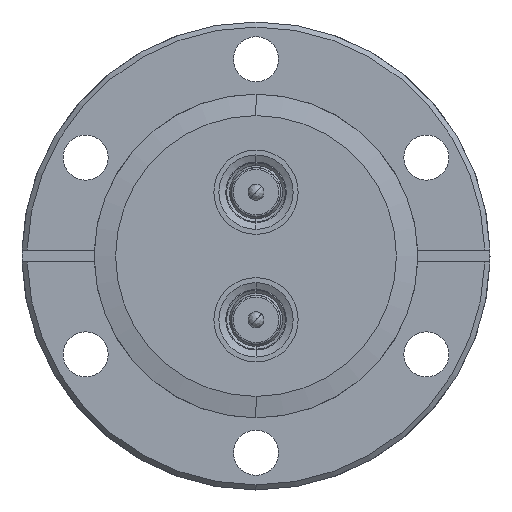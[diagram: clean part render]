
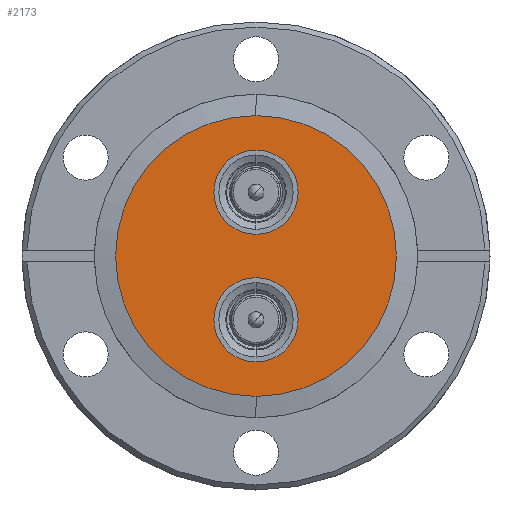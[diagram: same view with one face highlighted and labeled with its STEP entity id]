
A CAD part, front view. The second image highlights one B-rep face of the part: STEP entity #2173.
In plain terms, the highlighted planar face has unit normal (0, -1, 0).
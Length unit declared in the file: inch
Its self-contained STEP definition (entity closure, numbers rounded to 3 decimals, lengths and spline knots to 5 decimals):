
#163 = CIRCLE ( 'NONE', #4636, 0.825 ) ;
#282 = CIRCLE ( 'NONE', #4609, 0.2475 ) ;
#774 = CARTESIAN_POINT ( 'NONE',  ( 0., 0.72412, 0.1275 ) ) ;
#907 = EDGE_LOOP ( 'NONE', ( #3711, #3719 ) ) ;
#910 = EDGE_LOOP ( 'NONE', ( #3657, #3709 ) ) ;
#912 = EDGE_LOOP ( 'NONE', ( #3686, #3669 ) ) ;
#1160 = VERTEX_POINT ( 'NONE', #774 ) ;
#1230 = CARTESIAN_POINT ( 'NONE',  ( 0., 0.72412, 0.375 ) ) ;
#1231 = DIRECTION ( 'NONE',  ( 0., -1., 0. ) ) ;
#1232 = DIRECTION ( 'NONE',  ( 0., 0., -1. ) ) ;
#1578 = AXIS2_PLACEMENT_3D ( 'NONE', #1230, #1231, #1232 ) ;
#1598 = AXIS2_PLACEMENT_3D ( 'NONE', #3217, #3214, #3221 ) ;
#1751 = FACE_OUTER_BOUND ( 'NONE', #912, .T. ) ;
#1752 = FACE_BOUND ( 'NONE', #910, .T. ) ;
#1755 = FACE_BOUND ( 'NONE', #907, .T. ) ;
#1837 = CIRCLE ( 'NONE', #1578, 0.2475 ) ;
#1994 = CARTESIAN_POINT ( 'NONE',  ( 0., 0.72412, 0. ) ) ;
#1995 = DIRECTION ( 'NONE',  ( 0., -1., 0. ) ) ;
#1996 = DIRECTION ( 'NONE',  ( 0., 0., 1. ) ) ;
#2002 = CARTESIAN_POINT ( 'NONE',  ( 0., 0.72412, -0.375 ) ) ;
#2003 = DIRECTION ( 'NONE',  ( 0., -1., 0. ) ) ;
#2004 = DIRECTION ( 'NONE',  ( 0., 0., -1. ) ) ;
#2173 = ADVANCED_FACE ( 'NONE', ( #1752, #1755, #1751 ), #3219, .T. ) ;
#2305 = EDGE_CURVE ( 'NONE', #7285, #1160, #1837, .T. ) ;
#2483 = CARTESIAN_POINT ( 'NONE',  ( 0., 0.72412, -0.375 ) ) ;
#2484 = DIRECTION ( 'NONE',  ( 0., -1., 0. ) ) ;
#2485 = DIRECTION ( 'NONE',  ( 0., 0., -1. ) ) ;
#2707 = EDGE_CURVE ( 'NONE', #3964, #3955, #163, .T. ) ;
#2803 = EDGE_CURVE ( 'NONE', #7267, #7207, #282, .T. ) ;
#2906 = AXIS2_PLACEMENT_3D ( 'NONE', #2002, #2003, #2004 ) ;
#2915 = AXIS2_PLACEMENT_3D ( 'NONE', #1994, #1995, #1996 ) ;
#3214 = DIRECTION ( 'NONE',  ( 0., -1., 0. ) ) ;
#3217 = CARTESIAN_POINT ( 'NONE',  ( 0.825, 0.72412, 0. ) ) ;
#3219 = PLANE ( 'NONE',  #1598 ) ;
#3221 = DIRECTION ( 'NONE',  ( 0., 0., 1. ) ) ;
#3657 = ORIENTED_EDGE ( 'NONE', *, *, #4753, .F. ) ;
#3669 = ORIENTED_EDGE ( 'NONE', *, *, #2707, .T. ) ;
#3686 = ORIENTED_EDGE ( 'NONE', *, *, #4750, .T. ) ;
#3709 = ORIENTED_EDGE ( 'NONE', *, *, #2803, .F. ) ;
#3711 = ORIENTED_EDGE ( 'NONE', *, *, #4682, .F. ) ;
#3719 = ORIENTED_EDGE ( 'NONE', *, *, #2305, .F. ) ;
#3955 = VERTEX_POINT ( 'NONE', #4219 ) ;
#3964 = VERTEX_POINT ( 'NONE', #4228 ) ;
#4219 = CARTESIAN_POINT ( 'NONE',  ( 0., 0.72412, 0.825 ) ) ;
#4228 = CARTESIAN_POINT ( 'NONE',  ( 0., 0.72412, -0.825 ) ) ;
#4258 = CARTESIAN_POINT ( 'NONE',  ( 0., 0.72412, 0.375 ) ) ;
#4259 = DIRECTION ( 'NONE',  ( 0., -1., 0. ) ) ;
#4260 = DIRECTION ( 'NONE',  ( 0., 0., -1. ) ) ;
#4581 = AXIS2_PLACEMENT_3D ( 'NONE', #4258, #4259, #4260 ) ;
#4609 = AXIS2_PLACEMENT_3D ( 'NONE', #2483, #2484, #2485 ) ;
#4636 = AXIS2_PLACEMENT_3D ( 'NONE', #6197, #6198, #6199 ) ;
#4682 = EDGE_CURVE ( 'NONE', #1160, #7285, #4971, .T. ) ;
#4750 = EDGE_CURVE ( 'NONE', #3955, #3964, #5055, .T. ) ;
#4753 = EDGE_CURVE ( 'NONE', #7207, #7267, #5060, .T. ) ;
#4971 = CIRCLE ( 'NONE', #4581, 0.2475 ) ;
#5055 = CIRCLE ( 'NONE', #2915, 0.825 ) ;
#5060 = CIRCLE ( 'NONE', #2906, 0.2475 ) ;
#5753 = CARTESIAN_POINT ( 'NONE',  ( 0., 0.72412, -0.1275 ) ) ;
#5813 = CARTESIAN_POINT ( 'NONE',  ( 0., 0.72412, -0.6225 ) ) ;
#5831 = CARTESIAN_POINT ( 'NONE',  ( 0., 0.72412, 0.6225 ) ) ;
#6197 = CARTESIAN_POINT ( 'NONE',  ( 0., 0.72412, 0. ) ) ;
#6198 = DIRECTION ( 'NONE',  ( 0., -1., 0. ) ) ;
#6199 = DIRECTION ( 'NONE',  ( 0., 0., 1. ) ) ;
#7207 = VERTEX_POINT ( 'NONE', #5753 ) ;
#7267 = VERTEX_POINT ( 'NONE', #5813 ) ;
#7285 = VERTEX_POINT ( 'NONE', #5831 ) ;
